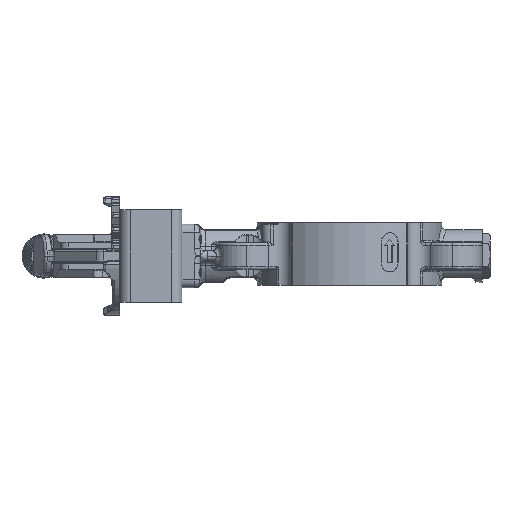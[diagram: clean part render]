
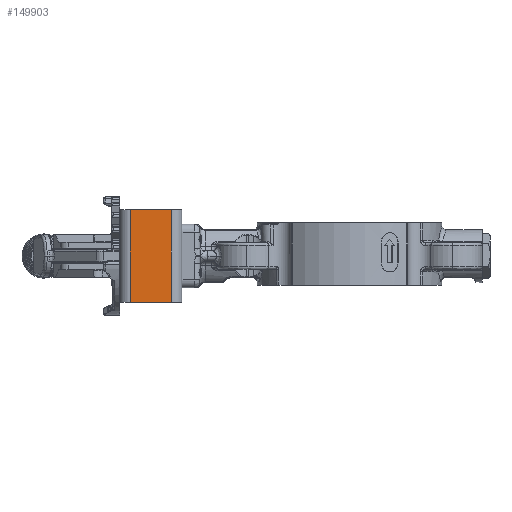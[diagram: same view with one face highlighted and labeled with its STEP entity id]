
A CAD part, left-side view. The second image highlights one B-rep face of the part: STEP entity #149903.
In plain terms, the highlighted planar face has unit normal (-1, 0, 0).
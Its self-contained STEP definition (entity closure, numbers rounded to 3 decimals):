
#1346 = LINE ( 'NONE', #83839, #160023 ) ;
#4504 = EDGE_LOOP ( 'NONE', ( #37579, #167925, #90168, #121911 ) ) ;
#9838 = AXIS2_PLACEMENT_3D ( 'NONE', #67741, #175228, #83248 ) ;
#18780 = FACE_OUTER_BOUND ( 'NONE', #4504, .T. ) ;
#29568 = LINE ( 'NONE', #68965, #70505 ) ;
#37579 = ORIENTED_EDGE ( 'NONE', *, *, #100284, .F. ) ;
#50084 = VERTEX_POINT ( 'NONE', #153700 ) ;
#57268 = VECTOR ( 'NONE', #71353, 1000. ) ;
#57787 = CARTESIAN_POINT ( 'NONE',  ( -56., 126.5, 35. ) ) ;
#66394 = PLANE ( 'NONE',  #9838 ) ;
#67514 = VECTOR ( 'NONE', #165351, 1000. ) ;
#67741 = CARTESIAN_POINT ( 'NONE',  ( -56., 126.5, 35. ) ) ;
#68965 = CARTESIAN_POINT ( 'NONE',  ( -56., 165.5, 35. ) ) ;
#69796 = VERTEX_POINT ( 'NONE', #132760 ) ;
#70505 = VECTOR ( 'NONE', #176436, 1000. ) ;
#71353 = DIRECTION ( 'NONE',  ( 0., 0., -1. ) ) ;
#76020 = EDGE_CURVE ( 'NONE', #50084, #69796, #29568, .T. ) ;
#83248 = DIRECTION ( 'NONE',  ( 0., 0., -1. ) ) ;
#83839 = CARTESIAN_POINT ( 'NONE',  ( -56., 126.5, -35. ) ) ;
#86211 = CARTESIAN_POINT ( 'NONE',  ( -56., 134.5, 35. ) ) ;
#87067 = VERTEX_POINT ( 'NONE', #181348 ) ;
#90168 = ORIENTED_EDGE ( 'NONE', *, *, #76020, .F. ) ;
#97870 = CARTESIAN_POINT ( 'NONE',  ( -56., 134.5, -35. ) ) ;
#99238 = DIRECTION ( 'NONE',  ( 0., 1., 0. ) ) ;
#100284 = EDGE_CURVE ( 'NONE', #87067, #160319, #138928, .T. ) ;
#101486 = EDGE_CURVE ( 'NONE', #160319, #50084, #1346, .T. ) ;
#104114 = EDGE_CURVE ( 'NONE', #69796, #87067, #130012, .T. ) ;
#121911 = ORIENTED_EDGE ( 'NONE', *, *, #101486, .F. ) ;
#130012 = LINE ( 'NONE', #57787, #67514 ) ;
#132760 = CARTESIAN_POINT ( 'NONE',  ( -56., 165.5, 35. ) ) ;
#138928 = LINE ( 'NONE', #86211, #57268 ) ;
#149903 = ADVANCED_FACE ( 'NONE', ( #18780 ), #66394, .F. ) ;
#153700 = CARTESIAN_POINT ( 'NONE',  ( -56., 165.5, -35. ) ) ;
#160023 = VECTOR ( 'NONE', #99238, 1000. ) ;
#160319 = VERTEX_POINT ( 'NONE', #97870 ) ;
#165351 = DIRECTION ( 'NONE',  ( 0., -1., 0. ) ) ;
#167925 = ORIENTED_EDGE ( 'NONE', *, *, #104114, .F. ) ;
#175228 = DIRECTION ( 'NONE',  ( 1., 0., 0. ) ) ;
#176436 = DIRECTION ( 'NONE',  ( 0., 0., 1. ) ) ;
#181348 = CARTESIAN_POINT ( 'NONE',  ( -56., 134.5, 35. ) ) ;
